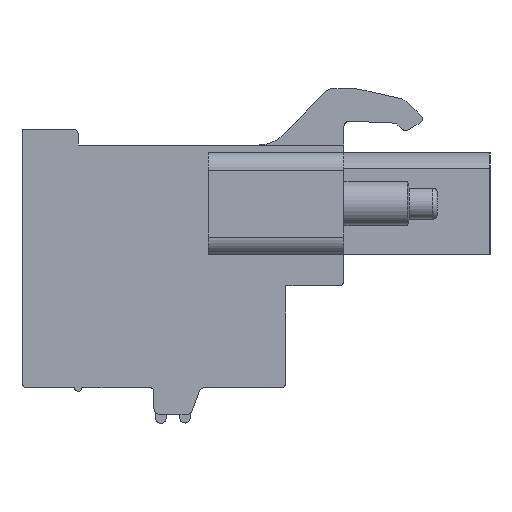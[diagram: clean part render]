
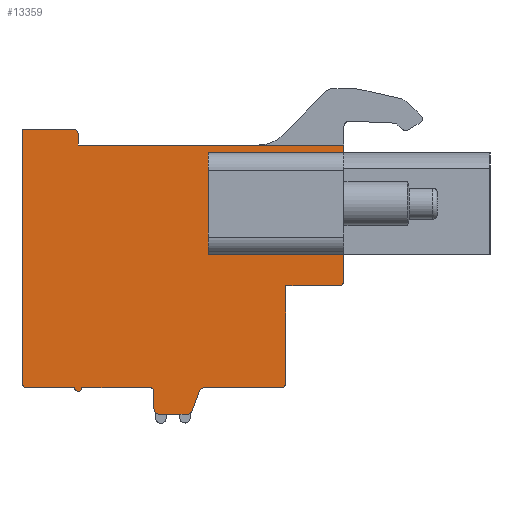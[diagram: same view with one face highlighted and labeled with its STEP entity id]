
A CAD part, left-side view. The second image highlights one B-rep face of the part: STEP entity #13359.
In plain terms, the highlighted planar face has unit normal (-1, 0, 0).
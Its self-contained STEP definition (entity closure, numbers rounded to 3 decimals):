
#2322=DIRECTION('',(0.,0.,1.));
#2323=VECTOR('',#2322,5.8);
#2324=CARTESIAN_POINT('',(-56.5,2.04,0.73));
#2325=LINE('',#2324,#2323);
#2374=DIRECTION('',(0.,0.,1.));
#2375=VECTOR('',#2374,5.8);
#2376=CARTESIAN_POINT('',(-56.5,-4.06,0.73));
#2377=LINE('',#2376,#2375);
#2378=DIRECTION('',(0.,1.,0.));
#2379=VECTOR('',#2378,6.1);
#2380=CARTESIAN_POINT('',(-56.5,-4.06,0.73));
#2381=LINE('',#2380,#2379);
#2382=DIRECTION('',(0.,1.,0.));
#2383=VECTOR('',#2382,6.1);
#2384=CARTESIAN_POINT('',(-56.5,-4.06,6.53));
#2385=LINE('',#2384,#2383);
#2386=CARTESIAN_POINT('',(-56.5,-5.36,-0.74));
#2387=DIRECTION('',(1.,0.,0.));
#2388=DIRECTION('',(0.,-1.,0.));
#2389=AXIS2_PLACEMENT_3D('',#2386,#2387,#2388);
#2391=DIRECTION('',(0.,-1.,0.));
#2392=VECTOR('',#2391,3.);
#2393=CARTESIAN_POINT('',(-56.5,-2.36,-1.04));
#2394=LINE('',#2393,#2392);
#2395=CARTESIAN_POINT('',(-56.5,-2.06,-6.54));
#2396=DIRECTION('',(1.,0.,0.));
#2397=DIRECTION('',(0.,-1.,0.));
#2398=AXIS2_PLACEMENT_3D('',#2395,#2396,#2397);
#2400=DIRECTION('',(0.,1.,0.));
#2401=VECTOR('',#2400,4.34);
#2402=CARTESIAN_POINT('',(-56.5,-2.06,-6.84));
#2403=LINE('',#2402,#2401);
#2404=CARTESIAN_POINT('',(-56.5,2.28,-7.14));
#2405=DIRECTION('',(-1.,0.,0.));
#2406=DIRECTION('',(0.,0.,1.));
#2407=AXIS2_PLACEMENT_3D('',#2404,#2405,#2406);
#2409=DIRECTION('',(0.,0.345,-0.939));
#2410=VECTOR('',#2409,1.179);
#2411=CARTESIAN_POINT('',(-56.5,2.562,-7.037));
#2412=LINE('',#2411,#2410);
#2413=CARTESIAN_POINT('',(-56.5,3.25,-8.04));
#2414=DIRECTION('',(1.,0.,0.));
#2415=DIRECTION('',(0.,-0.939,-0.345));
#2416=AXIS2_PLACEMENT_3D('',#2413,#2414,#2415);
#2418=DIRECTION('',(0.,1.,0.));
#2419=VECTOR('',#2418,1.59);
#2420=CARTESIAN_POINT('',(-56.5,3.25,-8.34));
#2421=LINE('',#2420,#2419);
#2422=CARTESIAN_POINT('',(-56.5,4.84,-8.04));
#2423=DIRECTION('',(1.,0.,0.));
#2424=DIRECTION('',(0.,0.,-1.));
#2425=AXIS2_PLACEMENT_3D('',#2422,#2423,#2424);
#2427=DIRECTION('',(0.,0.,1.));
#2428=VECTOR('',#2427,1.);
#2429=CARTESIAN_POINT('',(-56.5,5.14,-8.04));
#2430=LINE('',#2429,#2428);
#2431=CARTESIAN_POINT('',(-56.5,5.34,-7.04));
#2432=DIRECTION('',(-1.,0.,0.));
#2433=DIRECTION('',(0.,-1.,0.));
#2434=AXIS2_PLACEMENT_3D('',#2431,#2432,#2433);
#2436=DIRECTION('',(0.,1.,0.));
#2437=VECTOR('',#2436,3.9);
#2438=CARTESIAN_POINT('',(-56.5,5.34,-6.84));
#2439=LINE('',#2438,#2437);
#2440=CARTESIAN_POINT('',(-56.5,9.44,-6.84));
#2441=DIRECTION('',(1.,0.,0.));
#2442=DIRECTION('',(0.,-1.,0.));
#2443=AXIS2_PLACEMENT_3D('',#2440,#2441,#2442);
#2445=DIRECTION('',(0.,1.,0.));
#2446=VECTOR('',#2445,2.7);
#2447=CARTESIAN_POINT('',(-56.5,9.64,-6.84));
#2448=LINE('',#2447,#2446);
#2449=CARTESIAN_POINT('',(-56.5,12.34,-6.54));
#2450=DIRECTION('',(1.,0.,0.));
#2451=DIRECTION('',(0.,0.,-1.));
#2452=AXIS2_PLACEMENT_3D('',#2449,#2450,#2451);
#2454=DIRECTION('',(0.,0.,1.));
#2455=VECTOR('',#2454,14.4);
#2456=CARTESIAN_POINT('',(-56.5,12.64,-6.54));
#2457=LINE('',#2456,#2455);
#2458=DIRECTION('',(0.,-1.,0.));
#2459=VECTOR('',#2458,2.9);
#2460=CARTESIAN_POINT('',(-56.5,12.64,7.86));
#2461=LINE('',#2460,#2459);
#2462=CARTESIAN_POINT('',(-56.5,9.74,7.56));
#2463=DIRECTION('',(1.,0.,0.));
#2464=DIRECTION('',(0.,0.,1.));
#2465=AXIS2_PLACEMENT_3D('',#2462,#2463,#2464);
#2467=DIRECTION('',(0.,0.,-1.));
#2468=VECTOR('',#2467,0.6);
#2469=CARTESIAN_POINT('',(-56.5,9.44,7.56));
#2470=LINE('',#2469,#2468);
#2471=DIRECTION('',(0.,-1.,0.));
#2472=VECTOR('',#2471,15.1);
#2473=CARTESIAN_POINT('',(-56.5,9.44,6.96));
#2474=LINE('',#2473,#2472);
#2475=DIRECTION('',(0.,0.,-1.));
#2476=VECTOR('',#2475,7.7);
#2477=CARTESIAN_POINT('',(-56.5,-5.66,6.96));
#2478=LINE('',#2477,#2476);
#2491=DIRECTION('',(0.,0.,1.));
#2492=VECTOR('',#2491,5.5);
#2493=CARTESIAN_POINT('',(-56.5,-2.36,-6.54));
#2494=LINE('',#2493,#2492);
#7639=CARTESIAN_POINT('',(-56.5,9.44,6.96));
#7640=CARTESIAN_POINT('',(-56.5,-5.66,6.96));
#7641=VERTEX_POINT('',#7639);
#7642=VERTEX_POINT('',#7640);
#7643=CARTESIAN_POINT('',(-56.5,-2.36,-6.54));
#7644=CARTESIAN_POINT('',(-56.5,-2.06,-6.84));
#7645=VERTEX_POINT('',#7643);
#7646=VERTEX_POINT('',#7644);
#7647=CARTESIAN_POINT('',(-56.5,2.28,-6.84));
#7648=VERTEX_POINT('',#7647);
#7649=CARTESIAN_POINT('',(-56.5,2.562,-7.037));
#7650=VERTEX_POINT('',#7649);
#7651=CARTESIAN_POINT('',(-56.5,2.968,-8.143));
#7652=VERTEX_POINT('',#7651);
#7653=CARTESIAN_POINT('',(-56.5,3.25,-8.34));
#7654=VERTEX_POINT('',#7653);
#7655=CARTESIAN_POINT('',(-56.5,4.84,-8.34));
#7656=VERTEX_POINT('',#7655);
#7657=CARTESIAN_POINT('',(-56.5,5.14,-8.04));
#7658=VERTEX_POINT('',#7657);
#7659=CARTESIAN_POINT('',(-56.5,5.14,-7.04));
#7660=VERTEX_POINT('',#7659);
#7661=CARTESIAN_POINT('',(-56.5,5.34,-6.84));
#7662=VERTEX_POINT('',#7661);
#7663=CARTESIAN_POINT('',(-56.5,9.24,-6.84));
#7664=VERTEX_POINT('',#7663);
#7665=CARTESIAN_POINT('',(-56.5,9.64,-6.84));
#7666=VERTEX_POINT('',#7665);
#7667=CARTESIAN_POINT('',(-56.5,12.34,-6.84));
#7668=VERTEX_POINT('',#7667);
#7669=CARTESIAN_POINT('',(-56.5,12.64,-6.54));
#7670=VERTEX_POINT('',#7669);
#7671=CARTESIAN_POINT('',(-56.5,12.64,7.86));
#7672=VERTEX_POINT('',#7671);
#7673=CARTESIAN_POINT('',(-56.5,9.74,7.86));
#7674=VERTEX_POINT('',#7673);
#7675=CARTESIAN_POINT('',(-56.5,9.44,7.56));
#7676=VERTEX_POINT('',#7675);
#9681=CARTESIAN_POINT('',(-56.5,2.04,0.73));
#9682=CARTESIAN_POINT('',(-56.5,2.04,6.53));
#9683=VERTEX_POINT('',#9681);
#9684=VERTEX_POINT('',#9682);
#9717=CARTESIAN_POINT('',(-56.5,-4.06,0.73));
#9718=CARTESIAN_POINT('',(-56.5,-4.06,6.53));
#9719=VERTEX_POINT('',#9717);
#9720=VERTEX_POINT('',#9718);
#9963=CARTESIAN_POINT('',(-56.5,-5.66,-0.74));
#9964=VERTEX_POINT('',#9963);
#9965=CARTESIAN_POINT('',(-56.5,-2.36,-1.04));
#9966=VERTEX_POINT('',#9965);
#9967=CARTESIAN_POINT('',(-56.5,-5.36,-1.04));
#9968=VERTEX_POINT('',#9967);
#13303=CARTESIAN_POINT('',(-56.5,0.,0.));
#13304=DIRECTION('',(1.,0.,0.));
#13305=DIRECTION('',(0.,-1.,0.));
#13306=AXIS2_PLACEMENT_3D('',#13303,#13304,#13305);
#13307=PLANE('',#13306);
#13309=ORIENTED_EDGE('',*,*,#13308,.T.);
#13311=ORIENTED_EDGE('',*,*,#13310,.F.);
#13313=ORIENTED_EDGE('',*,*,#13312,.F.);
#13315=ORIENTED_EDGE('',*,*,#13314,.T.);
#13317=ORIENTED_EDGE('',*,*,#13316,.T.);
#13319=ORIENTED_EDGE('',*,*,#13318,.T.);
#13321=ORIENTED_EDGE('',*,*,#13320,.T.);
#13323=ORIENTED_EDGE('',*,*,#13322,.T.);
#13325=ORIENTED_EDGE('',*,*,#13324,.T.);
#13327=ORIENTED_EDGE('',*,*,#13326,.T.);
#13329=ORIENTED_EDGE('',*,*,#13328,.T.);
#13331=ORIENTED_EDGE('',*,*,#13330,.T.);
#13333=ORIENTED_EDGE('',*,*,#13332,.T.);
#13335=ORIENTED_EDGE('',*,*,#13334,.T.);
#13337=ORIENTED_EDGE('',*,*,#13336,.T.);
#13339=ORIENTED_EDGE('',*,*,#13338,.T.);
#13341=ORIENTED_EDGE('',*,*,#13340,.T.);
#13343=ORIENTED_EDGE('',*,*,#13342,.T.);
#13345=ORIENTED_EDGE('',*,*,#13344,.T.);
#13347=ORIENTED_EDGE('',*,*,#13346,.T.);
#13349=ORIENTED_EDGE('',*,*,#13348,.T.);
#13350=ORIENTED_EDGE('',*,*,#10162,.T.);
#13351=EDGE_LOOP('',(#13309,#13311,#13313,#13315,#13317,#13319,#13321,#13323,
#13325,#13327,#13329,#13331,#13333,#13335,#13337,#13339,#13341,#13343,#13345,
#13347,#13349,#13350));
#13352=FACE_OUTER_BOUND('',#13351,.F.);
#13353=ORIENTED_EDGE('',*,*,#13269,.F.);
#13354=ORIENTED_EDGE('',*,*,#13295,.T.);
#13355=ORIENTED_EDGE('',*,*,#13198,.T.);
#13356=ORIENTED_EDGE('',*,*,#13230,.F.);
#13357=EDGE_LOOP('',(#13353,#13354,#13355,#13356));
#13358=FACE_BOUND('',#13357,.F.);
#13359=ADVANCED_FACE('',(#13352,#13358),#13307,.F.);
#2390=CIRCLE('',#2389,0.3);
#2399=CIRCLE('',#2398,0.3);
#2408=CIRCLE('',#2407,0.3);
#2417=CIRCLE('',#2416,0.3);
#2426=CIRCLE('',#2425,0.3);
#2435=CIRCLE('',#2434,0.2);
#2444=CIRCLE('',#2443,0.2);
#2453=CIRCLE('',#2452,0.3);
#2466=CIRCLE('',#2465,0.3);
#10162=EDGE_CURVE('',#7642,#9964,#2478,.T.);
#13198=EDGE_CURVE('',#9720,#9684,#2385,.T.);
#13230=EDGE_CURVE('',#9683,#9684,#2325,.T.);
#13269=EDGE_CURVE('',#9719,#9683,#2381,.T.);
#13295=EDGE_CURVE('',#9719,#9720,#2377,.T.);
#13308=EDGE_CURVE('',#9964,#9968,#2390,.T.);
#13310=EDGE_CURVE('',#9966,#9968,#2394,.T.);
#13312=EDGE_CURVE('',#7645,#9966,#2494,.T.);
#13314=EDGE_CURVE('',#7645,#7646,#2399,.T.);
#13316=EDGE_CURVE('',#7646,#7648,#2403,.T.);
#13318=EDGE_CURVE('',#7648,#7650,#2408,.T.);
#13320=EDGE_CURVE('',#7650,#7652,#2412,.T.);
#13322=EDGE_CURVE('',#7652,#7654,#2417,.T.);
#13324=EDGE_CURVE('',#7654,#7656,#2421,.T.);
#13326=EDGE_CURVE('',#7656,#7658,#2426,.T.);
#13328=EDGE_CURVE('',#7658,#7660,#2430,.T.);
#13330=EDGE_CURVE('',#7660,#7662,#2435,.T.);
#13332=EDGE_CURVE('',#7662,#7664,#2439,.T.);
#13334=EDGE_CURVE('',#7664,#7666,#2444,.T.);
#13336=EDGE_CURVE('',#7666,#7668,#2448,.T.);
#13338=EDGE_CURVE('',#7668,#7670,#2453,.T.);
#13340=EDGE_CURVE('',#7670,#7672,#2457,.T.);
#13342=EDGE_CURVE('',#7672,#7674,#2461,.T.);
#13344=EDGE_CURVE('',#7674,#7676,#2466,.T.);
#13346=EDGE_CURVE('',#7676,#7641,#2470,.T.);
#13348=EDGE_CURVE('',#7641,#7642,#2474,.T.);
